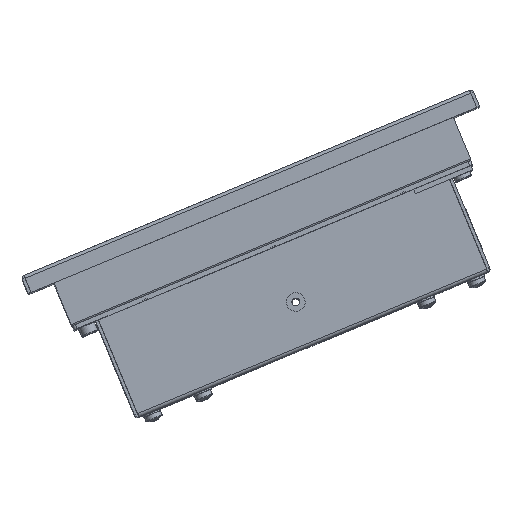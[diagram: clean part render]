
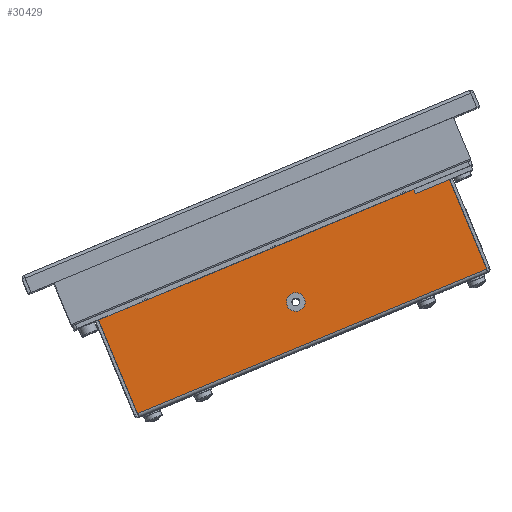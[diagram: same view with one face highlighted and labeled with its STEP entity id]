
A CAD part, top view. The second image highlights one B-rep face of the part: STEP entity #30429.
In plain terms, the highlighted planar face has unit normal (0, 0, 1).
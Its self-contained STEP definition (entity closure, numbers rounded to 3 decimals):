
#298 = VERTEX_POINT ( 'NONE', #9172 ) ;
#712 = LINE ( 'NONE', #18286, #12021 ) ;
#1088 = LINE ( 'NONE', #17380, #8155 ) ;
#1524 = VECTOR ( 'NONE', #43921, 1000. ) ;
#2023 = AXIS2_PLACEMENT_3D ( 'NONE', #38323, #38875, #6008 ) ;
#2902 = ORIENTED_EDGE ( 'NONE', *, *, #22933, .T. ) ;
#3567 = CARTESIAN_POINT ( 'NONE',  ( 636.923, 70.48, 48.782 ) ) ;
#4980 = CARTESIAN_POINT ( 'NONE',  ( 624.398, 100.686, 48.782 ) ) ;
#5155 = LINE ( 'NONE', #21708, #22109 ) ;
#5257 = LINE ( 'NONE', #46286, #9220 ) ;
#6008 = DIRECTION ( 'NONE',  ( -0.383, 0.924, 0. ) ) ;
#6044 = VERTEX_POINT ( 'NONE', #34958 ) ;
#6133 = DIRECTION ( 'NONE',  ( 0., 0., -1. ) ) ;
#8155 = VECTOR ( 'NONE', #22498, 1000. ) ;
#8834 = DIRECTION ( 'NONE',  ( -0.924, -0.383, 0. ) ) ;
#9172 = CARTESIAN_POINT ( 'NONE',  ( 736.908, 147.341, 48.782 ) ) ;
#9220 = VECTOR ( 'NONE', #42243, 1000. ) ;
#9610 = EDGE_CURVE ( 'NONE', #47518, #6044, #27858, .T. ) ;
#9809 = EDGE_LOOP ( 'NONE', ( #47889 ) ) ;
#10247 = LINE ( 'NONE', #22734, #1524 ) ;
#10891 = VECTOR ( 'NONE', #34753, 1000. ) ;
#11952 = LINE ( 'NONE', #3567, #16321 ) ;
#12021 = VECTOR ( 'NONE', #8834, 1000. ) ;
#12425 = ORIENTED_EDGE ( 'NONE', *, *, #25461, .T. ) ;
#13274 = VERTEX_POINT ( 'NONE', #17694 ) ;
#13571 = DIRECTION ( 'NONE',  ( 0.383, -0.924, 0. ) ) ;
#14268 = FACE_BOUND ( 'NONE', #9809, .T. ) ;
#14455 = VECTOR ( 'NONE', #24038, 1000. ) ;
#15062 = VERTEX_POINT ( 'NONE', #30295 ) ;
#16092 = EDGE_CURVE ( 'NONE', #13274, #25828, #712, .T. ) ;
#16321 = VECTOR ( 'NONE', #32868, 1000. ) ;
#16756 = ORIENTED_EDGE ( 'NONE', *, *, #30802, .T. ) ;
#17380 = CARTESIAN_POINT ( 'NONE',  ( 749.472, 117.043, 48.782 ) ) ;
#17694 = CARTESIAN_POINT ( 'NONE',  ( 636.977, 70.611, 48.782 ) ) ;
#18286 = CARTESIAN_POINT ( 'NONE',  ( 693.14, 93.9, 48.782 ) ) ;
#19455 = CARTESIAN_POINT ( 'NONE',  ( 636.885, 70.572, 48.782 ) ) ;
#21708 = CARTESIAN_POINT ( 'NONE',  ( 636.962, 70.388, 48.782 ) ) ;
#22109 = VECTOR ( 'NONE', #13571, 1000. ) ;
#22498 = DIRECTION ( 'NONE',  ( -0.383, 0.924, 0. ) ) ;
#22734 = CARTESIAN_POINT ( 'NONE',  ( 693.14, 93.9, 48.782 ) ) ;
#22933 = EDGE_CURVE ( 'NONE', #28121, #298, #1088, .T. ) ;
#23784 = EDGE_CURVE ( 'NONE', #52074, #25828, #5155, .T. ) ;
#24025 = ORIENTED_EDGE ( 'NONE', *, *, #16092, .F. ) ;
#24038 = DIRECTION ( 'NONE',  ( -0.383, 0.924, 0. ) ) ;
#25405 = CIRCLE ( 'NONE', #2023, 3. ) ;
#25461 = EDGE_CURVE ( 'NONE', #13274, #15062, #5257, .T. ) ;
#25828 = VERTEX_POINT ( 'NONE', #19455 ) ;
#27858 = LINE ( 'NONE', #32204, #14455 ) ;
#28121 = VERTEX_POINT ( 'NONE', #46285 ) ;
#29361 = EDGE_CURVE ( 'NONE', #46439, #46439, #25405, .T. ) ;
#29818 = ORIENTED_EDGE ( 'NONE', *, *, #9610, .T. ) ;
#30295 = CARTESIAN_POINT ( 'NONE',  ( 637.016, 70.518, 48.782 ) ) ;
#30429 = ADVANCED_FACE ( 'NONE', ( #14268, #35702 ), #30560, .F. ) ;
#30560 = PLANE ( 'NONE',  #50796 ) ;
#30802 = EDGE_CURVE ( 'NONE', #298, #52074, #51644, .T. ) ;
#32204 = CARTESIAN_POINT ( 'NONE',  ( 749.379, 117.005, 48.782 ) ) ;
#32868 = DIRECTION ( 'NONE',  ( -0.924, -0.383, 0. ) ) ;
#33738 = EDGE_CURVE ( 'NONE', #28121, #6044, #10247, .T. ) ;
#34475 = EDGE_CURVE ( 'NONE', #47518, #15062, #11952, .T. ) ;
#34753 = DIRECTION ( 'NONE',  ( -0.924, -0.383, 0. ) ) ;
#34958 = CARTESIAN_POINT ( 'NONE',  ( 749.303, 117.189, 48.782 ) ) ;
#35702 = FACE_OUTER_BOUND ( 'NONE', #44150, .T. ) ;
#37723 = CARTESIAN_POINT ( 'NONE',  ( 686.776, 109.246, 48.782 ) ) ;
#38323 = CARTESIAN_POINT ( 'NONE',  ( 687.925, 106.475, 48.782 ) ) ;
#38875 = DIRECTION ( 'NONE',  ( 0., 0., -1. ) ) ;
#41570 = ORIENTED_EDGE ( 'NONE', *, *, #23784, .T. ) ;
#42243 = DIRECTION ( 'NONE',  ( 0.383, -0.924, 0. ) ) ;
#42967 = CARTESIAN_POINT ( 'NONE',  ( 680.653, 124.014, 48.782 ) ) ;
#43921 = DIRECTION ( 'NONE',  ( -0.924, -0.383, 0. ) ) ;
#44150 = EDGE_LOOP ( 'NONE', ( #52595, #29818, #44267, #2902, #16756, #41570, #24025, #12425 ) ) ;
#44267 = ORIENTED_EDGE ( 'NONE', *, *, #33738, .F. ) ;
#46285 = CARTESIAN_POINT ( 'NONE',  ( 749.395, 117.228, 48.782 ) ) ;
#46286 = CARTESIAN_POINT ( 'NONE',  ( 637.054, 70.426, 48.782 ) ) ;
#46439 = VERTEX_POINT ( 'NONE', #37723 ) ;
#47165 = CARTESIAN_POINT ( 'NONE',  ( 693.217, 93.715, 48.782 ) ) ;
#47518 = VERTEX_POINT ( 'NONE', #53408 ) ;
#47889 = ORIENTED_EDGE ( 'NONE', *, *, #29361, .T. ) ;
#50796 = AXIS2_PLACEMENT_3D ( 'NONE', #47165, #6133, #51765 ) ;
#51644 = LINE ( 'NONE', #42967, #10891 ) ;
#51765 = DIRECTION ( 'NONE',  ( -0.383, 0.924, 0. ) ) ;
#52074 = VERTEX_POINT ( 'NONE', #4980 ) ;
#52595 = ORIENTED_EDGE ( 'NONE', *, *, #34475, .F. ) ;
#53408 = CARTESIAN_POINT ( 'NONE',  ( 749.341, 117.097, 48.782 ) ) ;
